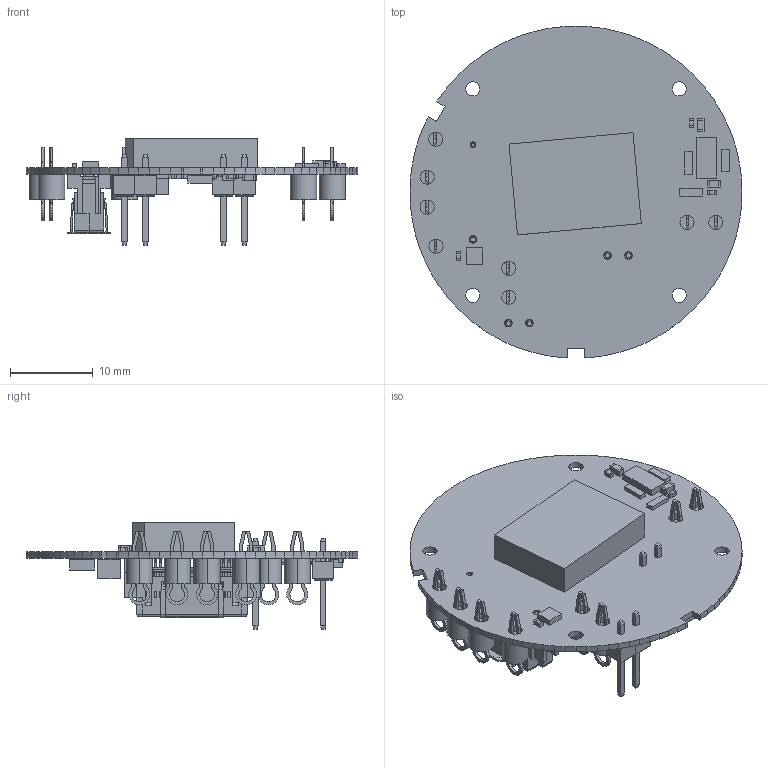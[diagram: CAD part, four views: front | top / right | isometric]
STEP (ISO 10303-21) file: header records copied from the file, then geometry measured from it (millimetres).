
FILE_DESCRIPTION(('Open CASCADE Model'),'2;1');
FILE_NAME('Open CASCADE Shape Model','2014-05-27T18:10:14',('Author'),( 'Open CASCADE'),'Open CASCADE STEP processor 6.2','Open CASCADE 6.2' ,'Unknown');
FILE_SCHEMA(('AUTOMOTIVE_DESIGN { 1 0 10303 214 1 1 1 1 }'));
Length unit declared in the file: millimetre
Products named in the file (103): PCB; Board; C11; 729339296; Extruded; 694273072; SP1; 729338528; R6; 735430016; C19; 735432704; C17; U4; 729338272; TP38; keystone_5006; U2; 729339680; 690713520; Cylinder; B1; 690713880; Sphere; 729338784; 729338656; X1; 735443328; U3; 729338400; U1; 694277936; TP37; TP6; TP5; TP4; TP3; TP2; TP1; RTC1 ...
Assembly tree (154 placements, depth 4):
  PCB
    Board
    C11
      729339296  x2
        Extruded
      694273072
        Extruded
    SP1
      729338528
        Extruded
    R6
      735430016
        Extruded
    C19
      735432704
        Extruded
    C17
      735432704
        Extruded
    U4
      729338272
        Extruded
    TP38
      keystone_5006
    U2
      729339680
        Extruded
      690713520
        Cylinder
    B1
      690713880  x5
        Sphere
      729338784
        Extruded
      729338656
        Extruded
    X1
      735443328
        Extruded
    U3
      729338400
        Extruded
    U1
      694277936
        Extruded
    TP37
      keystone_5006
    TP6
      keystone_5006
    TP5
      keystone_5006
    TP4
      keystone_5006
    TP3
      keystone_5006
    TP2
      keystone_5006
    TP1
      keystone_5006
    RTC1
Bounding box: 40.02 x 39.99 x 12.85 mm (x, y, z)
Volume: 2089 mm3; surface area: 5124.9 mm2
Topology: 91 solids, 91 shells, 1566 faces, 4086 edges, 2766 vertices
Faces by surface type: plane 1292, cylinder 265, sphere 5, cone 4
Full cylindrical faces by diameter (mm): 0.2 x1, 0.7 x1, 0.9 x5, 1.7 x12
Entity records: 69308 total; most frequent: CARTESIAN_POINT 12523, DIRECTION 10123, LINE 7169, VECTOR 7169, ORIENTED_EDGE 5380, PCURVE 5380, DEFINITIONAL_REPRESENTATION 5380, EDGE_CURVE 2690
